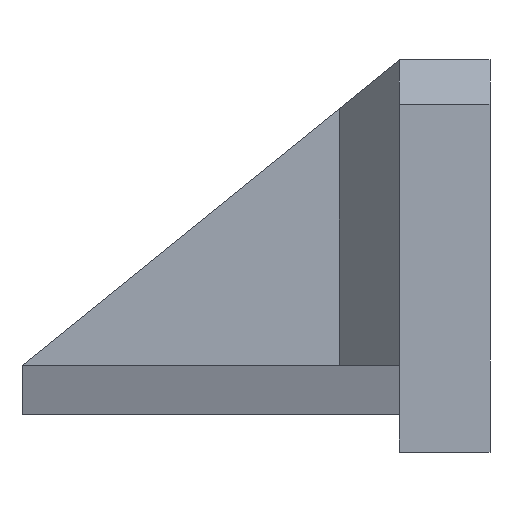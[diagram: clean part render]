
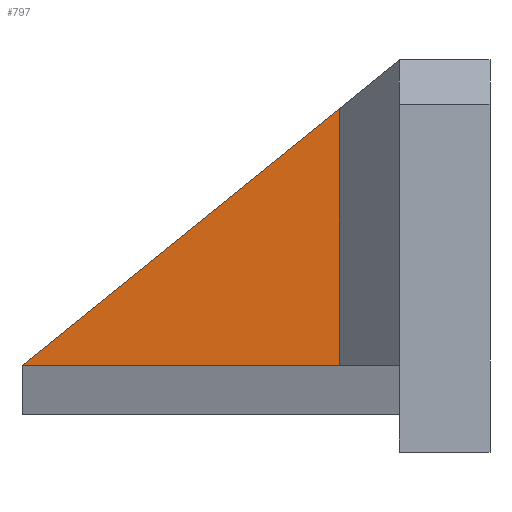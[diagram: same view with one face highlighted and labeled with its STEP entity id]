
A CAD part, front view. The second image highlights one B-rep face of the part: STEP entity #797.
In plain terms, the highlighted planar face has unit normal (0, -1, 0).
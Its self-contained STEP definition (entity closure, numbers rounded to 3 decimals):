
#12 = ORIENTED_EDGE ( 'NONE', *, *, #849, .F. ) ;
#26 = VERTEX_POINT ( 'NONE', #593 ) ;
#34 = AXIS2_PLACEMENT_3D ( 'NONE', #872, #224, #509 ) ;
#104 = CARTESIAN_POINT ( 'NONE',  ( 6.737, 40.148, 84.134 ) ) ;
#115 = LINE ( 'NONE', #653, #426 ) ;
#134 = LINE ( 'NONE', #554, #345 ) ;
#137 = EDGE_LOOP ( 'NONE', ( #528, #214, #12 ) ) ;
#214 = ORIENTED_EDGE ( 'NONE', *, *, #681, .T. ) ;
#224 = DIRECTION ( 'NONE',  ( 0., -1., 0. ) ) ;
#241 = DIRECTION ( 'NONE',  ( 0., 0., 1. ) ) ;
#247 = DIRECTION ( 'NONE',  ( 1., 0., 0. ) ) ;
#345 = VECTOR ( 'NONE', #478, 1000. ) ;
#373 = LINE ( 'NONE', #379, #748 ) ;
#379 = CARTESIAN_POINT ( 'NONE',  ( -14.263, 40.148, 67.124 ) ) ;
#426 = VECTOR ( 'NONE', #241, 1000. ) ;
#457 = VERTEX_POINT ( 'NONE', #104 ) ;
#478 = DIRECTION ( 'NONE',  ( 0.777, 0., 0.629 ) ) ;
#509 = DIRECTION ( 'NONE',  ( -1., 0., 0. ) ) ;
#528 = ORIENTED_EDGE ( 'NONE', *, *, #781, .T. ) ;
#547 = CARTESIAN_POINT ( 'NONE',  ( 6.737, 40.148, 67.124 ) ) ;
#554 = CARTESIAN_POINT ( 'NONE',  ( -11.264, 40.148, 69.554 ) ) ;
#584 = FACE_OUTER_BOUND ( 'NONE', #137, .T. ) ;
#593 = CARTESIAN_POINT ( 'NONE',  ( -14.263, 40.148, 67.124 ) ) ;
#640 = VERTEX_POINT ( 'NONE', #547 ) ;
#653 = CARTESIAN_POINT ( 'NONE',  ( 6.737, 40.148, 73.257 ) ) ;
#681 = EDGE_CURVE ( 'NONE', #640, #457, #115, .T. ) ;
#742 = PLANE ( 'NONE',  #34 ) ;
#748 = VECTOR ( 'NONE', #247, 1000. ) ;
#781 = EDGE_CURVE ( 'NONE', #26, #640, #373, .T. ) ;
#797 = ADVANCED_FACE ( 'NONE', ( #584 ), #742, .T. ) ;
#849 = EDGE_CURVE ( 'NONE', #26, #457, #134, .T. ) ;
#872 = CARTESIAN_POINT ( 'NONE',  ( -14.263, 40.148, 73.257 ) ) ;
